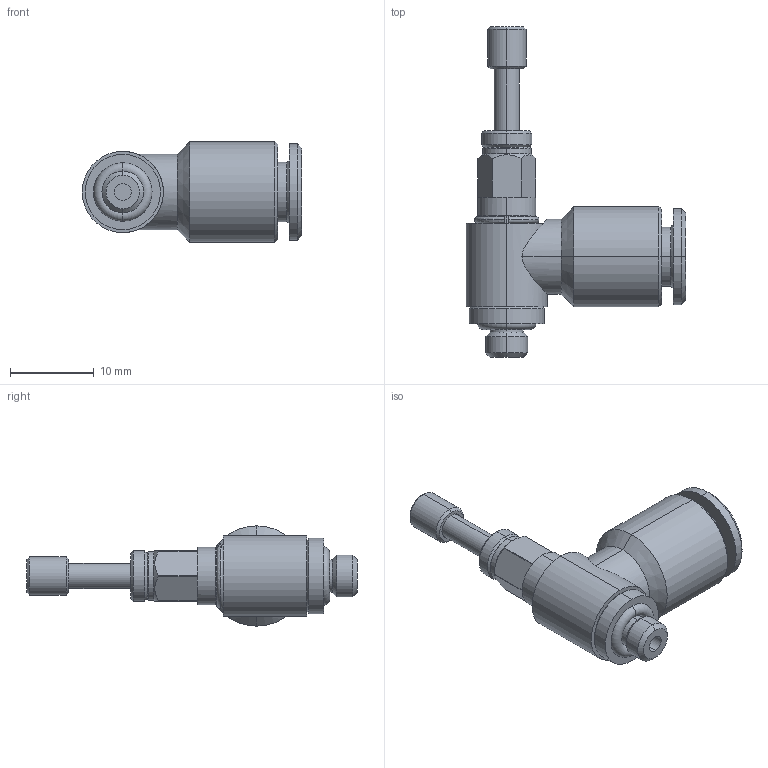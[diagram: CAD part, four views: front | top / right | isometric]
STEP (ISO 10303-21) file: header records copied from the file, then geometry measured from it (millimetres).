
FILE_DESCRIPTION (( 'STEP AP203' ), '1' );
FILE_NAME ('04260V30.STEP', '2010-05-04T08:21:17', ( '' ), ( 'sopra-pneumatic' ), 'SwSTEP 2.0', 'SolidWorks 2009', '' );
FILE_SCHEMA (( 'CONFIG_CONTROL_DESIGN' ));
Length unit declared in the file: millimetre
Products named in the file (1): 04260V30
Bounding box: 26.25 x 39.5 x 12 mm (x, y, z)
Volume: 2596.4 mm3; surface area: 2202 mm2
Topology: 2 solids, 4 shells, 107 faces, 225 edges, 138 vertices
Faces by surface type: cylinder 38, plane 35, cone 30, torus 4
Entity records: 3110 total; most frequent: CARTESIAN_POINT 682, DIRECTION 537, ORIENTED_EDGE 450, EDGE_CURVE 225, AXIS2_PLACEMENT_3D 223, VERTEX_POINT 138, EDGE_LOOP 119, CIRCLE 115
